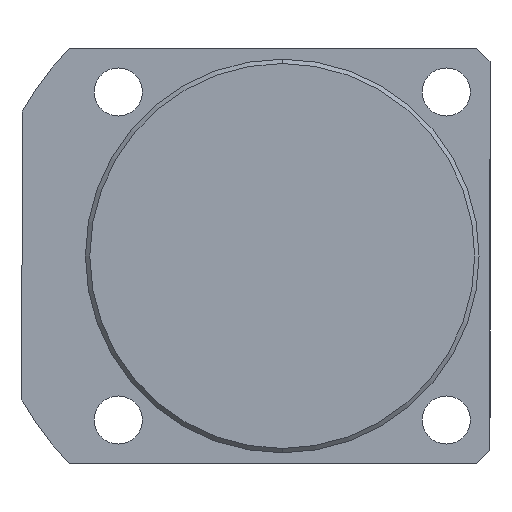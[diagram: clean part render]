
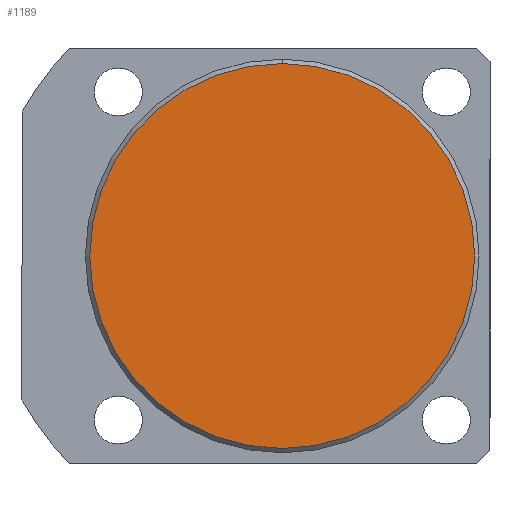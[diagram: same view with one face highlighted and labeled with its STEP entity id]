
A CAD part, front view. The second image highlights one B-rep face of the part: STEP entity #1189.
In plain terms, the highlighted planar face has unit normal (0, -1, 0).
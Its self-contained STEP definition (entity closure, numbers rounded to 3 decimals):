
#55 = VERTEX_POINT ( 'NONE', #586 ) ;
#63 = VERTEX_POINT ( 'NONE', #598 ) ;
#152 = FACE_OUTER_BOUND ( 'NONE', #323, .T. ) ;
#183 = ORIENTED_EDGE ( 'NONE', *, *, #449, .T. ) ;
#222 = ORIENTED_EDGE ( 'NONE', *, *, #467, .T. ) ;
#323 = EDGE_LOOP ( 'NONE', ( #183, #222 ) ) ;
#449 = EDGE_CURVE ( 'NONE', #63, #55, #1470, .T. ) ;
#467 = EDGE_CURVE ( 'NONE', #55, #63, #1447, .T. ) ;
#586 = CARTESIAN_POINT ( 'NONE',  ( 0., 0., -44. ) ) ;
#598 = CARTESIAN_POINT ( 'NONE',  ( 0., 0., 44. ) ) ;
#761 = CARTESIAN_POINT ( 'NONE',  ( 0., 0., 0. ) ) ;
#762 = DIRECTION ( 'NONE',  ( 0., -1., 0. ) ) ;
#763 = DIRECTION ( 'NONE',  ( 0., 0., 1. ) ) ;
#1189 = ADVANCED_FACE ( 'NONE', ( #152 ), #1221, .F. ) ;
#1219 = CARTESIAN_POINT ( 'NONE',  ( 0., 0., 0. ) ) ;
#1221 = PLANE ( 'NONE',  #1955 ) ;
#1223 = DIRECTION ( 'NONE',  ( 0., 1., 0. ) ) ;
#1224 = DIRECTION ( 'NONE',  ( 0., 0., 1. ) ) ;
#1447 = CIRCLE ( 'NONE', #1870, 44. ) ;
#1470 = CIRCLE ( 'NONE', #1860, 44. ) ;
#1510 = DIRECTION ( 'NONE',  ( 0., 0., 1. ) ) ;
#1860 = AXIS2_PLACEMENT_3D ( 'NONE', #1992, #1973, #1510 ) ;
#1870 = AXIS2_PLACEMENT_3D ( 'NONE', #761, #762, #763 ) ;
#1955 = AXIS2_PLACEMENT_3D ( 'NONE', #1219, #1223, #1224 ) ;
#1973 = DIRECTION ( 'NONE',  ( 0., -1., 0. ) ) ;
#1992 = CARTESIAN_POINT ( 'NONE',  ( 0., 0., 0. ) ) ;
